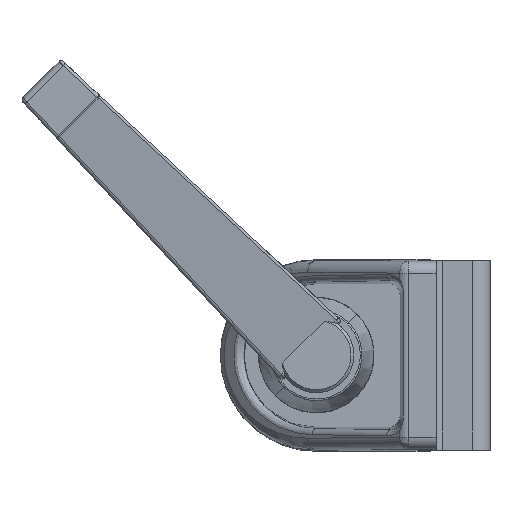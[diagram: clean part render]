
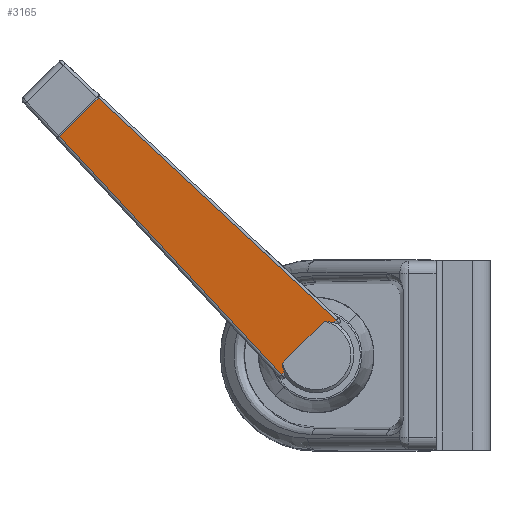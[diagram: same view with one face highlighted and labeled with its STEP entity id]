
A CAD part, top view. The second image highlights one B-rep face of the part: STEP entity #3165.
In plain terms, the highlighted face is planar.
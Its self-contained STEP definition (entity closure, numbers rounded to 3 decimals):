
#256 = CARTESIAN_POINT ( 'NONE',  ( -1.762, 28.186, -4.75 ) ) ;
#342 = CARTESIAN_POINT ( 'NONE',  ( -1.762, 28.186, -5.854 ) ) ;
#490 = VECTOR ( 'NONE', #7929, 1000. ) ;
#719 = LINE ( 'NONE', #2208, #8482 ) ;
#744 = EDGE_CURVE ( 'NONE', #1441, #1810, #4517, .T. ) ;
#1156 = ORIENTED_EDGE ( 'NONE', *, *, #744, .F. ) ;
#1329 = VECTOR ( 'NONE', #8549, 1000. ) ;
#1441 = VERTEX_POINT ( 'NONE', #4434 ) ;
#1457 = VECTOR ( 'NONE', #8712, 1000. ) ;
#1507 = DIRECTION ( 'NONE',  ( 0.971, -0.237, -0.034 ) ) ;
#1546 = CARTESIAN_POINT ( 'NONE',  ( -1.057, 28.014, -6.478 ) ) ;
#1559 = CARTESIAN_POINT ( 'NONE',  ( -1.762, 28.186, -6.454 ) ) ;
#1563 = LINE ( 'NONE', #7377, #1329 ) ;
#1680 = LINE ( 'NONE', #256, #1457 ) ;
#1739 = DIRECTION ( 'NONE',  ( 0., 0., -1. ) ) ;
#1765 = CARTESIAN_POINT ( 'NONE',  ( -3.044, 28.5, -4.75 ) ) ;
#1810 = VERTEX_POINT ( 'NONE', #6130 ) ;
#1815 = VECTOR ( 'NONE', #1507, 1000. ) ;
#1832 = VERTEX_POINT ( 'NONE', #6440 ) ;
#1961 = AXIS2_PLACEMENT_3D ( 'NONE', #6495, #6486, #6476 ) ;
#2170 = ORIENTED_EDGE ( 'NONE', *, *, #5878, .T. ) ;
#2208 = CARTESIAN_POINT ( 'NONE',  ( -1.762, 28.186, -4.75 ) ) ;
#2875 = CARTESIAN_POINT ( 'NONE',  ( -3.044, 28.5, 4.937 ) ) ;
#3165 = ADVANCED_FACE ( 'NONE', ( #6295 ), #6575, .T. ) ;
#3290 = CARTESIAN_POINT ( 'NONE',  ( -2.654, 28.405, 5.289 ) ) ;
#3354 = EDGE_LOOP ( 'NONE', ( #2170, #1156, #5236, #4355, #6002, #7288, #6456, #7865 ) ) ;
#4355 = ORIENTED_EDGE ( 'NONE', *, *, #5952, .F. ) ;
#4434 = CARTESIAN_POINT ( 'NONE',  ( -1.762, 28.186, 6.454 ) ) ;
#4517 = LINE ( 'NONE', #8111, #490 ) ;
#4822 = VERTEX_POINT ( 'NONE', #8819 ) ;
#4961 = CARTESIAN_POINT ( 'NONE',  ( -56.082, 41.471, -4.557 ) ) ;
#5029 = CARTESIAN_POINT ( 'NONE',  ( -3.044, 28.5, -4.937 ) ) ;
#5108 = EDGE_CURVE ( 'NONE', #7882, #5140, #5223, .T. ) ;
#5140 = VERTEX_POINT ( 'NONE', #1559 ) ;
#5173 = CARTESIAN_POINT ( 'NONE',  ( -3.044, 28.5, 4.937 ) ) ;
#5223 = LINE ( 'NONE', #1546, #1815 ) ;
#5236 = ORIENTED_EDGE ( 'NONE', *, *, #5306, .T. ) ;
#5306 = EDGE_CURVE ( 'NONE', #1441, #1832, #719, .T. ) ;
#5476 =( BOUNDED_CURVE ( )  B_SPLINE_CURVE ( 3, ( #2875, #3290, #8882, #8874 ),
 .UNSPECIFIED., .F., .F. ) 
 B_SPLINE_CURVE_WITH_KNOTS ( ( 4, 4 ),
 ( 3.962, 4.191 ),
 .UNSPECIFIED. ) 
 CURVE ( )  GEOMETRIC_REPRESENTATION_ITEM ( )  RATIONAL_B_SPLINE_CURVE ( ( 1., 0.996, 0.996, 1. ) ) 
 REPRESENTATION_ITEM ( '' )  );
#5797 = EDGE_CURVE ( 'NONE', #4822, #7946, #8129, .T. ) ;
#5866 = EDGE_CURVE ( 'NONE', #4822, #5140, #1680, .T. ) ;
#5878 = EDGE_CURVE ( 'NONE', #7882, #1810, #1563, .T. ) ;
#5906 = EDGE_CURVE ( 'NONE', #8393, #7946, #7646, .T. ) ;
#5952 = EDGE_CURVE ( 'NONE', #8393, #1832, #5476, .T. ) ;
#5994 = CARTESIAN_POINT ( 'NONE',  ( -2.225, 28.3, -5.597 ) ) ;
#6002 = ORIENTED_EDGE ( 'NONE', *, *, #5906, .T. ) ;
#6130 = CARTESIAN_POINT ( 'NONE',  ( -56.082, 41.471, 4.557 ) ) ;
#6295 = FACE_OUTER_BOUND ( 'NONE', #3354, .T. ) ;
#6440 = CARTESIAN_POINT ( 'NONE',  ( -1.762, 28.186, 5.854 ) ) ;
#6456 = ORIENTED_EDGE ( 'NONE', *, *, #5866, .T. ) ;
#6476 = DIRECTION ( 'NONE',  ( -0.971, 0.238, 0. ) ) ;
#6486 = DIRECTION ( 'NONE',  ( 0.238, 0.971, 0. ) ) ;
#6495 = CARTESIAN_POINT ( 'NONE',  ( -1., 28., -4.75 ) ) ;
#6575 = PLANE ( 'NONE',  #1961 ) ;
#7288 = ORIENTED_EDGE ( 'NONE', *, *, #5797, .F. ) ;
#7336 = VECTOR ( 'NONE', #1739, 1000. ) ;
#7377 = CARTESIAN_POINT ( 'NONE',  ( -56.082, 41.471, -4.75 ) ) ;
#7447 = DIRECTION ( 'NONE',  ( 0., 0., -1. ) ) ;
#7646 = LINE ( 'NONE', #1765, #7336 ) ;
#7865 = ORIENTED_EDGE ( 'NONE', *, *, #5108, .F. ) ;
#7882 = VERTEX_POINT ( 'NONE', #4961 ) ;
#7929 = DIRECTION ( 'NONE',  ( -0.971, 0.237, -0.034 ) ) ;
#7946 = VERTEX_POINT ( 'NONE', #5029 ) ;
#8111 = CARTESIAN_POINT ( 'NONE',  ( -64.257, 43.471, 4.272 ) ) ;
#8129 =( BOUNDED_CURVE ( )  B_SPLINE_CURVE ( 3, ( #342, #5994, #8228, #8455 ),
 .UNSPECIFIED., .F., .T. ) 
 B_SPLINE_CURVE_WITH_KNOTS ( ( 4, 4 ),
 ( 2.092, 2.321 ),
 .UNSPECIFIED. ) 
 CURVE ( )  GEOMETRIC_REPRESENTATION_ITEM ( )  RATIONAL_B_SPLINE_CURVE ( ( 1., 0.996, 0.996, 1. ) ) 
 REPRESENTATION_ITEM ( '' )  );
#8228 = CARTESIAN_POINT ( 'NONE',  ( -2.654, 28.405, -5.289 ) ) ;
#8393 = VERTEX_POINT ( 'NONE', #5173 ) ;
#8455 = CARTESIAN_POINT ( 'NONE',  ( -3.044, 28.5, -4.937 ) ) ;
#8482 = VECTOR ( 'NONE', #7447, 1000. ) ;
#8549 = DIRECTION ( 'NONE',  ( 0., 0., 1. ) ) ;
#8712 = DIRECTION ( 'NONE',  ( 0., 0., -1. ) ) ;
#8819 = CARTESIAN_POINT ( 'NONE',  ( -1.762, 28.186, -5.854 ) ) ;
#8874 = CARTESIAN_POINT ( 'NONE',  ( -1.762, 28.186, 5.854 ) ) ;
#8882 = CARTESIAN_POINT ( 'NONE',  ( -2.225, 28.3, 5.597 ) ) ;
